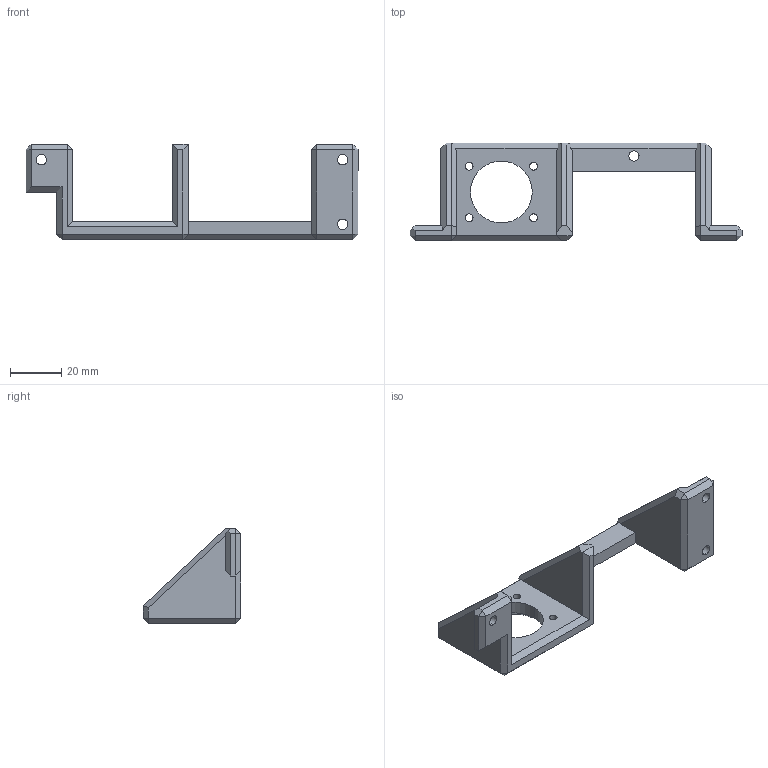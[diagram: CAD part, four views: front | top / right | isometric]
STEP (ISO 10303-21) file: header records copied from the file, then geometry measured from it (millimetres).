
FILE_DESCRIPTION (( 'STEP AP214' ), '1' );
FILE_NAME ('estopplugholder.STEP', '2025-02-22T23:11:56', ( '' ), ( '' ), 'SwSTEP 2.0', 'SolidWorks 2023', '' );
FILE_SCHEMA (( 'AUTOMOTIVE_DESIGN' ));
Length unit declared in the file: millimetre
Products named in the file (1): estopplugholder
Bounding box: 129 x 38 x 37 mm (x, y, z)
Volume: 28669.1 mm3; surface area: 12709.8 mm2
Topology: 1 solids, 1 shells, 96 faces, 233 edges, 139 vertices
Faces by surface type: plane 76, cylinder 18, cone 2
Entity records: 2782 total; most frequent: CARTESIAN_POINT 469, ORIENTED_EDGE 466, DIRECTION 465, EDGE_CURVE 233, VECTOR 195, LINE 195, VERTEX_POINT 139, AXIS2_PLACEMENT_3D 135
